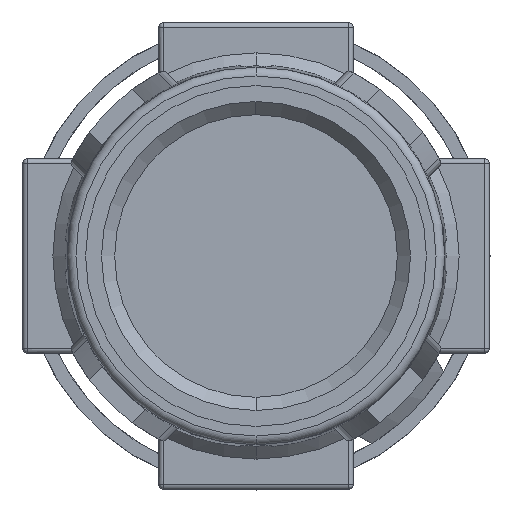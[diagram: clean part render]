
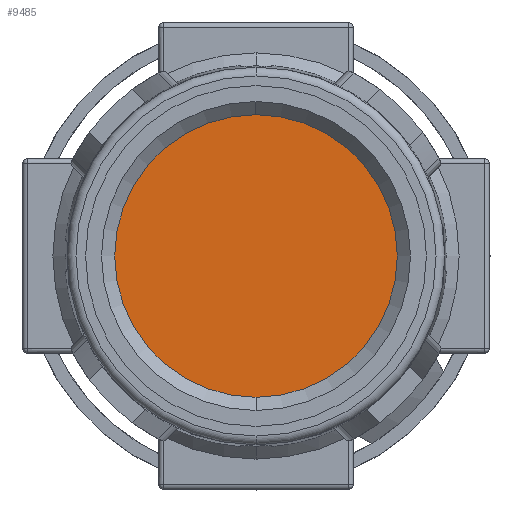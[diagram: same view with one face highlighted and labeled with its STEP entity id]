
A CAD part, front view. The second image highlights one B-rep face of the part: STEP entity #9485.
In plain terms, the highlighted planar face has unit normal (0, -1, 0).
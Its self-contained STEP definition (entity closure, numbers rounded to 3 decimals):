
#2542=CARTESIAN_POINT('',(0.,-55.5,0.));
#2543=DIRECTION('',(0.,-1.,0.));
#2544=DIRECTION('',(-1.,0.,0.));
#2545=AXIS2_PLACEMENT_3D('',#2542,#2543,#2544);
#2550=CARTESIAN_POINT('',(0.,-55.5,0.));
#2551=DIRECTION('',(0.,-1.,0.));
#2552=DIRECTION('',(1.,0.,0.));
#2553=AXIS2_PLACEMENT_3D('',#2550,#2551,#2552);
#7063=CARTESIAN_POINT('',(-16.,-55.5,0.));
#7064=CARTESIAN_POINT('',(16.,-55.5,0.));
#7065=VERTEX_POINT('',#7063);
#7066=VERTEX_POINT('',#7064);
#9475=CARTESIAN_POINT('',(0.,-55.5,0.));
#9476=DIRECTION('',(0.,1.,0.));
#9477=DIRECTION('',(1.,0.,0.));
#9478=AXIS2_PLACEMENT_3D('',#9475,#9476,#9477);
#9479=PLANE('',#9478);
#9481=ORIENTED_EDGE('',*,*,#9480,.F.);
#9482=ORIENTED_EDGE('',*,*,#9463,.F.);
#9483=EDGE_LOOP('',(#9481,#9482));
#9484=FACE_OUTER_BOUND('',#9483,.F.);
#9485=ADVANCED_FACE('',(#9484),#9479,.F.);
#2546=CIRCLE('',#2545,16.);
#2554=CIRCLE('',#2553,16.);
#9463=EDGE_CURVE('',#7066,#7065,#2554,.T.);
#9480=EDGE_CURVE('',#7065,#7066,#2546,.T.);
